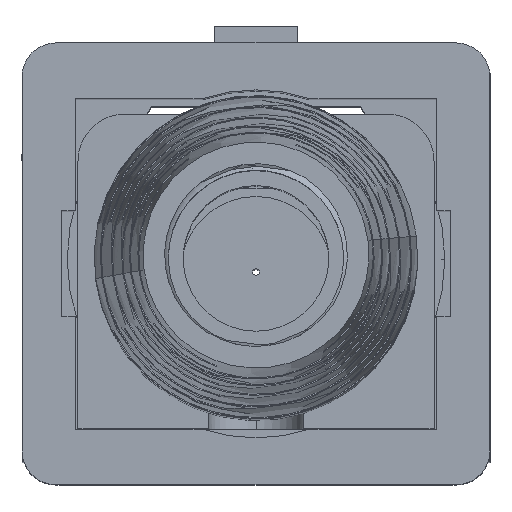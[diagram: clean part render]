
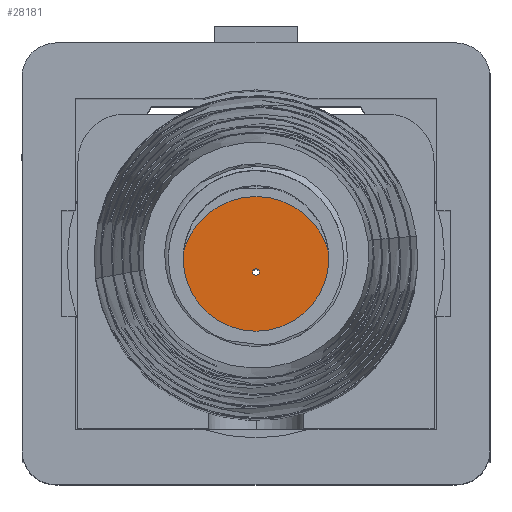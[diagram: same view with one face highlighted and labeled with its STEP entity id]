
A CAD part, top view. The second image highlights one B-rep face of the part: STEP entity #28181.
In plain terms, the highlighted planar face has unit normal (0, 0, 1).
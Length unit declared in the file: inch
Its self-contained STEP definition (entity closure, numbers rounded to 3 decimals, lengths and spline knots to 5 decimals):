
#21719 = DIRECTION ( 'NONE',  ( -1., 0., 0. ) ) ;
#21721 = DIRECTION ( 'NONE',  ( 0., 0., -1. ) ) ;
#21722 = AXIS2_PLACEMENT_3D ( 'NONE', #21738, #21721, #21719 ) ;
#21738 = CARTESIAN_POINT ( 'NONE',  ( 0., -0.005, -0.1105 ) ) ;
#21743 = CIRCLE ( 'NONE', #21722, 0.00246 ) ;
#21810 = CARTESIAN_POINT ( 'NONE',  ( 0.056, -0.005, -0.1105 ) ) ;
#21959 = CARTESIAN_POINT ( 'NONE',  ( -0.056, -0.005, -0.1105 ) ) ;
#22096 = CARTESIAN_POINT ( 'NONE',  ( -0.00246, -0.005, -0.1105 ) ) ;
#22098 = CARTESIAN_POINT ( 'NONE',  ( 0.00246, -0.005, -0.1105 ) ) ;
#22488 = DIRECTION ( 'NONE',  ( -1., 0., 0. ) ) ;
#22490 = DIRECTION ( 'NONE',  ( 0., 0., -1. ) ) ;
#22492 = AXIS2_PLACEMENT_3D ( 'NONE', #22512, #22490, #22488 ) ;
#22494 = CIRCLE ( 'NONE', #22492, 0.056 ) ;
#22512 = CARTESIAN_POINT ( 'NONE',  ( 0., -0.005, -0.1105 ) ) ;
#22825 = CIRCLE ( 'NONE', #22862, 0.056 ) ;
#22839 = DIRECTION ( 'NONE',  ( -1., 0., 0. ) ) ;
#22841 = DIRECTION ( 'NONE',  ( 0., 0., -1. ) ) ;
#22852 = CARTESIAN_POINT ( 'NONE',  ( 0., -0.005, -0.1105 ) ) ;
#22862 = AXIS2_PLACEMENT_3D ( 'NONE', #22852, #22841, #22839 ) ;
#23112 = FACE_BOUND ( 'NONE', #28138, .T. ) ;
#23115 = FACE_OUTER_BOUND ( 'NONE', #28136, .T. ) ;
#23161 = AXIS2_PLACEMENT_3D ( 'NONE', #23199, #23298, #23297 ) ;
#23164 = PLANE ( 'NONE',  #23161 ) ;
#23190 = CIRCLE ( 'NONE', #23293, 0.00246 ) ;
#23198 = CARTESIAN_POINT ( 'NONE',  ( 0., -0.005, -0.1105 ) ) ;
#23199 = CARTESIAN_POINT ( 'NONE',  ( 0., 0.051, -0.1105 ) ) ;
#23290 = DIRECTION ( 'NONE',  ( -1., 0., 0. ) ) ;
#23291 = DIRECTION ( 'NONE',  ( 0., 0., -1. ) ) ;
#23293 = AXIS2_PLACEMENT_3D ( 'NONE', #23198, #23291, #23290 ) ;
#23297 = DIRECTION ( 'NONE',  ( -1., 0., 0. ) ) ;
#23298 = DIRECTION ( 'NONE',  ( 0., 0., -1. ) ) ;
#27961 = EDGE_CURVE ( 'NONE', #28005, #28006, #21743, .T. ) ;
#27988 = VERTEX_POINT ( 'NONE', #21810 ) ;
#27996 = VERTEX_POINT ( 'NONE', #21959 ) ;
#28005 = VERTEX_POINT ( 'NONE', #22098 ) ;
#28006 = VERTEX_POINT ( 'NONE', #22096 ) ;
#28055 = EDGE_CURVE ( 'NONE', #27996, #27988, #22494, .T. ) ;
#28127 = EDGE_CURVE ( 'NONE', #27988, #27996, #22825, .T. ) ;
#28129 = ORIENTED_EDGE ( 'NONE', *, *, #28184, .T. ) ;
#28136 = EDGE_LOOP ( 'NONE', ( #28188, #28183 ) ) ;
#28138 = EDGE_LOOP ( 'NONE', ( #28129, #28182 ) ) ;
#28181 = ADVANCED_FACE ( 'NONE', ( #23112, #23115 ), #23164, .F. ) ;
#28182 = ORIENTED_EDGE ( 'NONE', *, *, #27961, .T. ) ;
#28183 = ORIENTED_EDGE ( 'NONE', *, *, #28127, .F. ) ;
#28184 = EDGE_CURVE ( 'NONE', #28006, #28005, #23190, .T. ) ;
#28188 = ORIENTED_EDGE ( 'NONE', *, *, #28055, .F. ) ;
